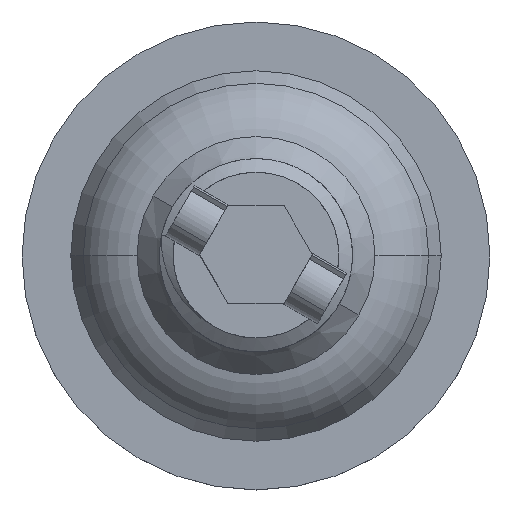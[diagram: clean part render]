
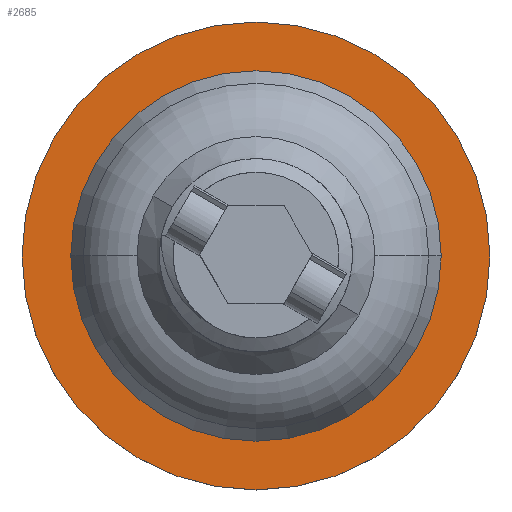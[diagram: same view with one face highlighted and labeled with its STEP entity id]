
A CAD part, top view. The second image highlights one B-rep face of the part: STEP entity #2685.
In plain terms, the highlighted planar face has unit normal (0, 0, 1).
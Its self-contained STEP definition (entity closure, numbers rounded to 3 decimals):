
#117 = ORIENTED_EDGE ( 'NONE', *, *, #888, .F. ) ;
#362 = FACE_OUTER_BOUND ( 'NONE', #568, .T. ) ;
#417 = EDGE_CURVE ( 'NONE', #473, #1656, #3813, .T. ) ;
#473 = VERTEX_POINT ( 'NONE', #1406 ) ;
#568 = EDGE_LOOP ( 'NONE', ( #117, #3553 ) ) ;
#588 = CIRCLE ( 'NONE', #3758, 9.5 ) ;
#766 = CARTESIAN_POINT ( 'NONE',  ( 0., 0., -3.4 ) ) ;
#871 = AXIS2_PLACEMENT_3D ( 'NONE', #3238, #1058, #1657 ) ;
#876 = DIRECTION ( 'NONE',  ( -1., 0., 0. ) ) ;
#888 = EDGE_CURVE ( 'NONE', #1656, #473, #3092, .T. ) ;
#1058 = DIRECTION ( 'NONE',  ( 0., 0., -1. ) ) ;
#1216 = CARTESIAN_POINT ( 'NONE',  ( -12., 0., -3.4 ) ) ;
#1256 = DIRECTION ( 'NONE',  ( 0., 0., -1. ) ) ;
#1391 = VERTEX_POINT ( 'NONE', #1897 ) ;
#1406 = CARTESIAN_POINT ( 'NONE',  ( 12., 0., -3.4 ) ) ;
#1545 = DIRECTION ( 'NONE',  ( -1., 0., 0. ) ) ;
#1581 = VERTEX_POINT ( 'NONE', #3902 ) ;
#1656 = VERTEX_POINT ( 'NONE', #1216 ) ;
#1657 = DIRECTION ( 'NONE',  ( -1., 0., 0. ) ) ;
#1670 = DIRECTION ( 'NONE',  ( 0., 0., -1. ) ) ;
#1694 = CIRCLE ( 'NONE', #1785, 9.5 ) ;
#1732 = DIRECTION ( 'NONE',  ( -1., 0., 0. ) ) ;
#1785 = AXIS2_PLACEMENT_3D ( 'NONE', #2388, #2703, #876 ) ;
#1830 = PLANE ( 'NONE',  #2660 ) ;
#1897 = CARTESIAN_POINT ( 'NONE',  ( 9.5, 0., -3.4 ) ) ;
#2006 = DIRECTION ( 'NONE',  ( 0., 0., -1. ) ) ;
#2183 = AXIS2_PLACEMENT_3D ( 'NONE', #766, #1670, #3239 ) ;
#2199 = CARTESIAN_POINT ( 'NONE',  ( 9.5, 0., -3.4 ) ) ;
#2287 = EDGE_LOOP ( 'NONE', ( #3310, #2873 ) ) ;
#2376 = EDGE_CURVE ( 'NONE', #1581, #1391, #1694, .T. ) ;
#2388 = CARTESIAN_POINT ( 'NONE',  ( 0., 0., -3.4 ) ) ;
#2530 = EDGE_CURVE ( 'NONE', #1391, #1581, #588, .T. ) ;
#2660 = AXIS2_PLACEMENT_3D ( 'NONE', #2199, #1256, #1545 ) ;
#2685 = ADVANCED_FACE ( 'NONE', ( #362, #3833 ), #1830, .F. ) ;
#2703 = DIRECTION ( 'NONE',  ( 0., 0., -1. ) ) ;
#2873 = ORIENTED_EDGE ( 'NONE', *, *, #2530, .T. ) ;
#3060 = CARTESIAN_POINT ( 'NONE',  ( 0., 0., -3.4 ) ) ;
#3092 = CIRCLE ( 'NONE', #871, 12. ) ;
#3238 = CARTESIAN_POINT ( 'NONE',  ( 0., 0., -3.4 ) ) ;
#3239 = DIRECTION ( 'NONE',  ( -1., 0., 0. ) ) ;
#3310 = ORIENTED_EDGE ( 'NONE', *, *, #2376, .T. ) ;
#3553 = ORIENTED_EDGE ( 'NONE', *, *, #417, .F. ) ;
#3758 = AXIS2_PLACEMENT_3D ( 'NONE', #3060, #2006, #1732 ) ;
#3813 = CIRCLE ( 'NONE', #2183, 12. ) ;
#3833 = FACE_BOUND ( 'NONE', #2287, .T. ) ;
#3902 = CARTESIAN_POINT ( 'NONE',  ( -9.5, 0., -3.4 ) ) ;
